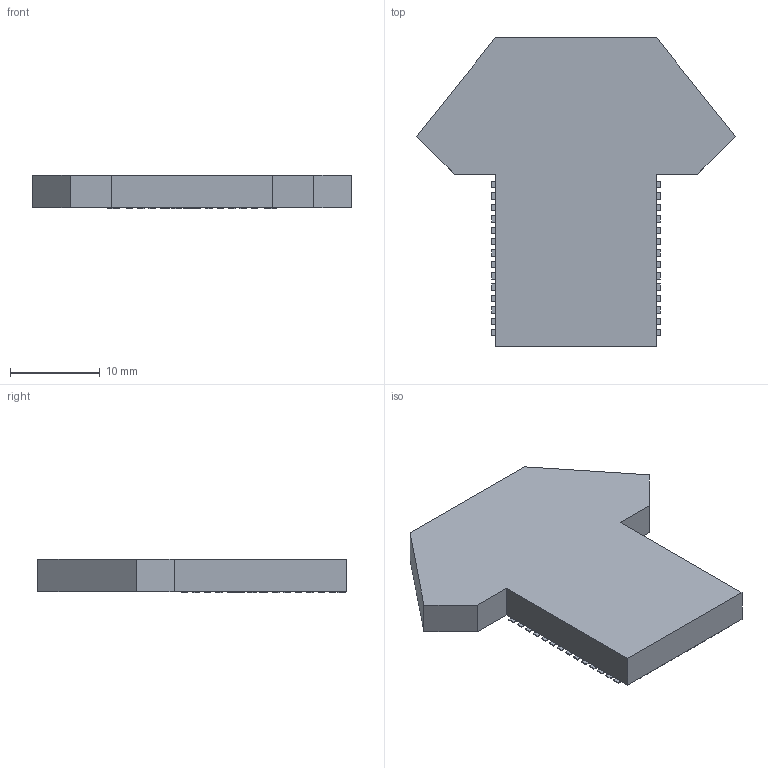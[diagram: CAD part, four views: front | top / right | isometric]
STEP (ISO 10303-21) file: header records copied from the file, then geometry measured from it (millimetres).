
FILE_DESCRIPTION(('FreeCAD Model'),'2;1');
FILE_NAME('15552853.1.7.stp','2021-12-09T09:42:51',( 'Author'),(''),'Open CASCADE STEP processor 6.9','FreeCAD','Unknown' );
FILE_SCHEMA(('AUTOMOTIVE_DESIGN { 1 0 10303 214 1 1 1 1 }'));
Length unit declared in the file: millimetre
Products named in the file (3): ASSEMBLY; Body; Pins
Assembly tree (2 placements, depth 2):
  ASSEMBLY
    Body
    Pins
Bounding box: 35.6 x 34.4 x 3.75 mm (x, y, z)
Volume: 2822.7 mm3; surface area: 2090.3 mm2
Topology: 50 solids, 50 shells, 306 faces, 618 edges, 412 vertices
Faces by surface type: plane 306
Entity records: 16238 total; most frequent: CARTESIAN_POINT 2575, DIRECTION 2472, LINE 1854, VECTOR 1854, ORIENTED_EDGE 1236, PCURVE 1236, DEFINITIONAL_REPRESENTATION 1236, EDGE_CURVE 618
